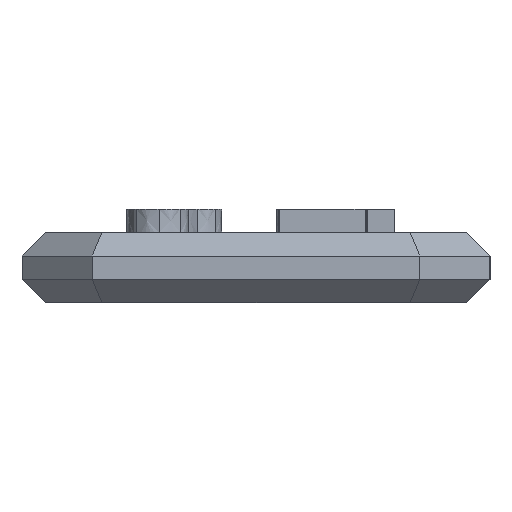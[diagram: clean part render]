
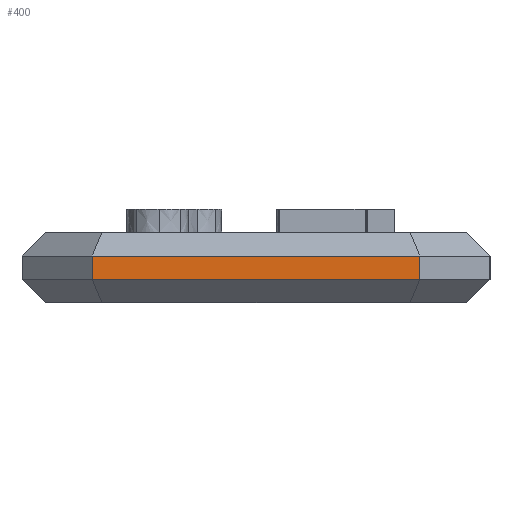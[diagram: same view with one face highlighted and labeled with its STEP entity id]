
A CAD part, left-side view. The second image highlights one B-rep face of the part: STEP entity #400.
In plain terms, the highlighted planar face has unit normal (-1, 0, 0).
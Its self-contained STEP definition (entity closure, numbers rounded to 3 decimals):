
#400=ADVANCED_FACE('',(#2809),#2811,.T.);
#2809=FACE_BOUND('',#2810,.T.);
#2810=EDGE_LOOP('',(#6135,#6136,#6137,#6138));
#2811=PLANE('',#2812);
#2812=AXIS2_PLACEMENT_3D('',#2813,#2814,#2815);
#2813=CARTESIAN_POINT('',(-30.,10.,0.));
#2814=DIRECTION('',(-1.,0.,0.));
#2815=DIRECTION('',(0.,-1.,0.));
#6135=ORIENTED_EDGE('',*,*,#7645,.T.);
#6136=ORIENTED_EDGE('',*,*,#8342,.T.);
#6137=ORIENTED_EDGE('',*,*,#7670,.F.);
#6138=ORIENTED_EDGE('',*,*,#8343,.F.);
#7645=EDGE_CURVE('',#9367,#9368,#9369,.T.);
#7670=EDGE_CURVE('',#9402,#9405,#9406,.T.);
#8342=EDGE_CURVE('',#9368,#9405,#10415,.T.);
#8343=EDGE_CURVE('',#9367,#9402,#10416,.T.);
#9367=VERTEX_POINT('',#12354);
#9368=VERTEX_POINT('',#12355);
#9369=LINE('',#12356,#12357);
#9402=VERTEX_POINT('',#12435);
#9405=VERTEX_POINT('',#12442);
#9406=LINE('',#12443,#12444);
#10415=LINE('',#14796,#14797);
#10416=LINE('',#14799,#14800);
#12354=CARTESIAN_POINT('',(-30.,7.,1.));
#12355=CARTESIAN_POINT('',(-30.,-7.,1.));
#12356=CARTESIAN_POINT('',(-30.,7.,1.));
#12357=VECTOR('',#12358,1.);
#12358=DIRECTION('',(0.,-1.,0.));
#12435=CARTESIAN_POINT('',(-30.,7.,2.));
#12442=CARTESIAN_POINT('',(-30.,-7.,2.));
#12443=CARTESIAN_POINT('',(-30.,7.,2.));
#12444=VECTOR('',#12445,1.);
#12445=DIRECTION('',(0.,-1.,0.));
#14796=CARTESIAN_POINT('',(-30.,-7.,1.));
#14797=VECTOR('',#14798,1.);
#14798=DIRECTION('',(0.,0.,1.));
#14799=CARTESIAN_POINT('',(-30.,7.,1.));
#14800=VECTOR('',#14801,1.);
#14801=DIRECTION('',(0.,0.,1.));
